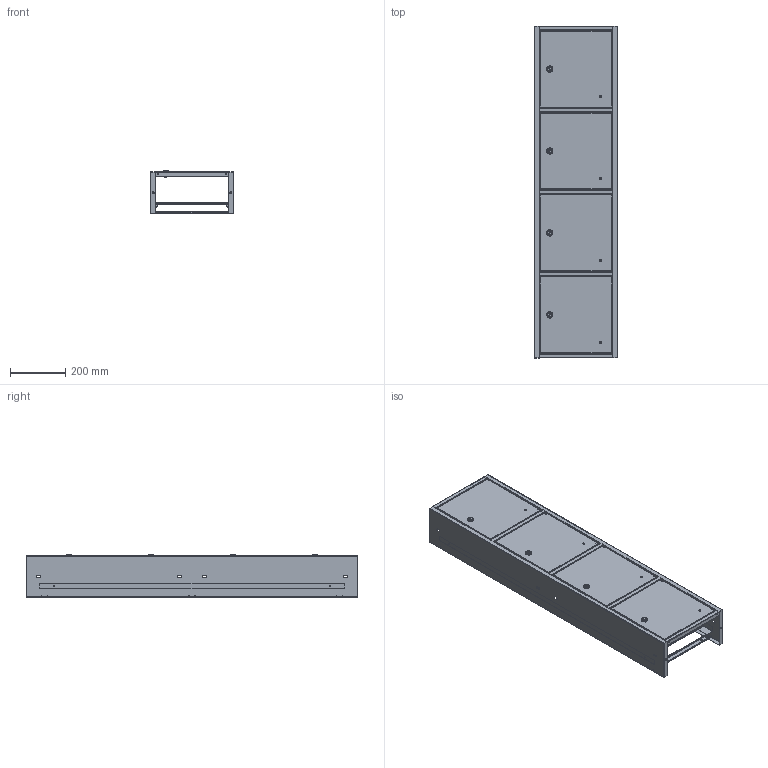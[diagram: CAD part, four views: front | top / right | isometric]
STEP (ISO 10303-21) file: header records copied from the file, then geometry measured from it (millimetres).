
FILE_DESCRIPTION (( 'STEP AP203' ), '1' );
FILE_NAME ('ÌÈ-1811.00.00.000 Êîðîá ÊÑÑ (1200õ300õ150) EKF Basic.STEP', '2021-04-26T12:29:47', ( '' ), ( '' ), 'SwSTEP 2.0', 'SolidWorks 2021', '' );
FILE_SCHEMA (( 'CONFIG_CONTROL_DESIGN' ));
Length unit declared in the file: millimetre
Products named in the file (26): Øïèëüêà Ì6õ12; ﾘ琺矜 4 DIN 125; Ãàéêà; Òåëî çàìêà; cross ph tapping 968_din_Screw DIN 968-ST4.2x13-C-H-N; ÌÈ-1811.01.02.000 Ñòåíêà ëåâàÿ â ñáîðå; ÌÈ-1811.01.00.000 Êîðïóñ â ñáîðå; Çàêëåïêà ãàå÷íàÿ Ì4_Œ8; ÌÈ-1811.00.00.000 Êîðîá ÊÑÑ (1200õ300õ150) EKF Basic; ÌÈ-1811.01.01.000 Ñòåíêà ïðàâàÿ â ñáîðå; ÌÈ-1811.01.00.002 Óãîëîê ïåðôîðèðîâàííûé; Âíóòðåííåå òåëî çàìêà; Ïðîêëàäêà ìåòàëëè÷åñêàÿ; Ïðîêëàäêà; ÌÈ-1811.01.00.003 Ïåðåìû÷êà; Ïðîêëàäêà ìåòàëëè÷åñêàÿ 2; pan head cross recess screw_din_ISO 7045 - M4 x 6 - Z --- 6N; Çàìîê ïî÷òîâûé; ÌÈ-1811.01.02.001 Ñòåíêà ëåâàÿ; ÌÈ-1809.01.00.001 Øâåëëåð; DIN-ðåéêà; pan head cross recess screw_din_DIN EN ISO 7045 - M4 x 16 - Z - 16N; ﾌﾈ-1811.02.00.001 ﾄ粢; ÌÈ-1811.02.00.000 Äâåðü â ñáîðå; ÌÈ-1811.01.01.001 Ñòåíêà ïðàâàÿ; 哏铌
Assembly tree (57 placements, depth 4):
  ÌÈ-1811.00.00.000 Êîðîá ÊÑÑ (1200õ300õ150) EKF Basic
    ÌÈ-1811.01.00.000 Êîðïóñ â ñáîðå
      ÌÈ-1811.01.00.003 Ïåðåìû÷êà  x5
      ÌÈ-1811.01.01.000 Ñòåíêà ïðàâàÿ â ñáîðå
        ÌÈ-1811.01.01.001 Ñòåíêà ïðàâàÿ
        Øïèëüêà Ì6õ12  x4
        ÌÈ-1811.01.00.002 Óãîëîê ïåðôîðèðîâàííûé
      ÌÈ-1811.01.02.000 Ñòåíêà ëåâàÿ â ñáîðå
        ÌÈ-1811.01.02.001 Ñòåíêà ëåâàÿ
        ÌÈ-1811.01.00.002 Óãîëîê ïåðôîðèðîâàííûé
      ÌÈ-1809.01.00.001 Øâåëëåð  x3
    DIN-ðåéêà  x4
    ÌÈ-1811.02.00.000 Äâåðü â ñáîðå  x4
      ﾌﾈ-1811.02.00.001 ﾄ粢
      Çàêëåïêà ãàå÷íàÿ Ì4_Œ8
      Çàìîê ïî÷òîâûé
        Òåëî çàìêà
        Ïðîêëàäêà ìåòàëëè÷åñêàÿ
        哏铌
        Ïðîêëàäêà
        pan head cross recess screw_din_ISO 7045 - M4 x 6 - Z --- 6N
        Ïðîêëàäêà ìåòàëëè÷åñêàÿ 2
        Ãàéêà
        Âíóòðåííåå òåëî çàìêà
        ﾘ琺矜 4 DIN 125
      Øïèëüêà Ì6õ12
    pan head cross recess screw_din_ISO 7045 - M4 x 6 - Z --- 6N
    pan head cross recess screw_din_DIN EN ISO 7045 - M4 x 16 - Z - 16N  x7
    cross ph tapping 968_din_Screw DIN 968-ST4.2x13-C-H-N  x8
Bounding box: 300 x 1200 x 154.2 mm (x, y, z)
Volume: 735898 mm3; surface area: 2196608.6 mm2
Topology: 88 solids, 88 shells, 3584 faces, 9036 edges, 5716 vertices
Faces by surface type: plane 1956, cylinder 844, bspline 496, cone 168, torus 80, sphere 40
Entity records: 35073 total; most frequent: CARTESIAN_POINT 9060, ORIENTED_EDGE 4612, DIRECTION 4546, EDGE_CURVE 2306, AXIS2_PLACEMENT_3D 1534, VECTOR 1478, LINE 1478, VERTEX_POINT 1439
